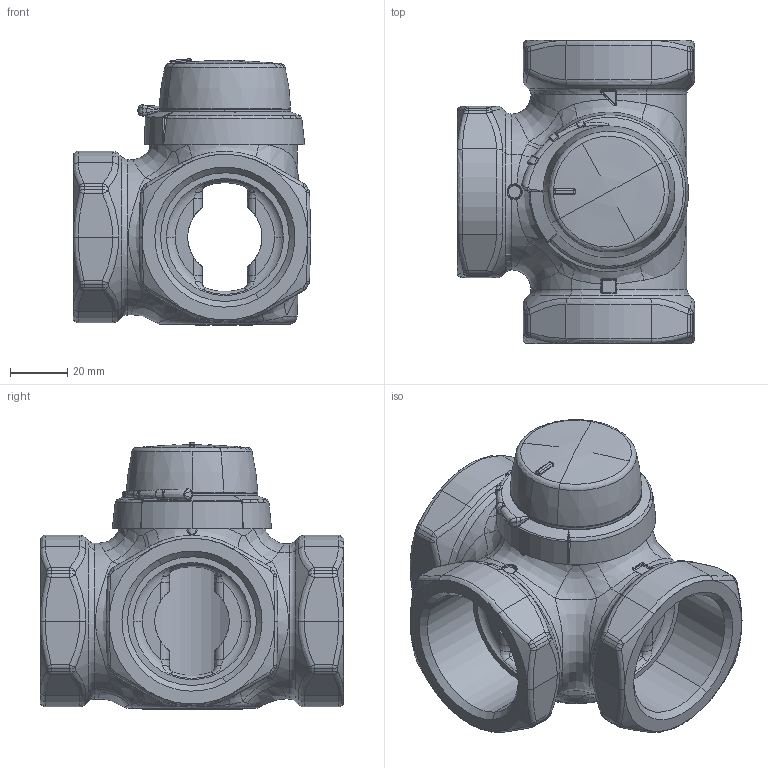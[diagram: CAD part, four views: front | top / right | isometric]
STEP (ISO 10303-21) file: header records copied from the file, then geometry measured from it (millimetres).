
FILE_DESCRIPTION(('CATIA V5 STEP Exchange'),'2;1');
FILE_NAME('VRG X31 DN40 NYA.stp','2014-05-26T12:12:55+00:00',('none'),('none'),'CATIA Version 5 Release 20 SP 6 (IN-10)','CATIA V5 STEP AP214','none');
FILE_SCHEMA(('AUTOMOTIVE_DESIGN { 1 0 10303 214 1 1 1 1 }'));
Products named in the file (5): Valve cpl; Cover; Scale; Knobwheel; 7006-01
Assembly tree (4 placements, depth 2):
  Valve cpl
    Cover
    Scale
    Knobwheel
    7006-01
Bounding box: 83 x 106 x 93.12 mm (x, y, z)
Volume: 183779.6 mm3; surface area: 75355.1 mm2
Topology: 5 solids, 5 shells, 3242 faces, 8014 edges, 4484 vertices
Faces by surface type: cylinder 1244, plane 742, bspline 545, sphere 345, torus 198, cone 139, revolution 29
Entity records: 127418 total; most frequent: CARTESIAN_POINT 56632, ORIENTED_EDGE 15338, DIRECTION 9935, EDGE_CURVE 7669, AXIS2_PLACEMENT_3D 4557, VERTEX_POINT 4484, EDGE_LOOP 3305, ADVANCED_FACE 3242
